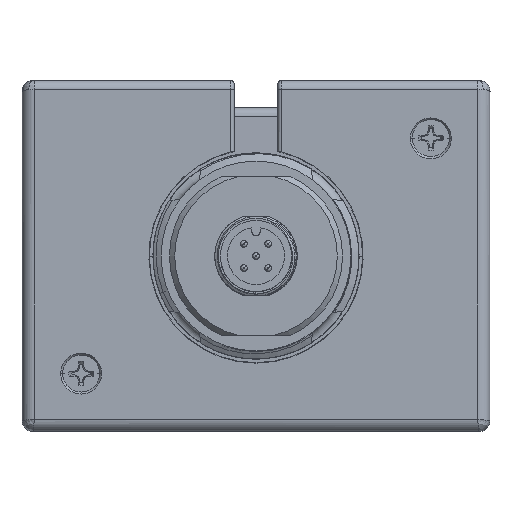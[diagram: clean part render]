
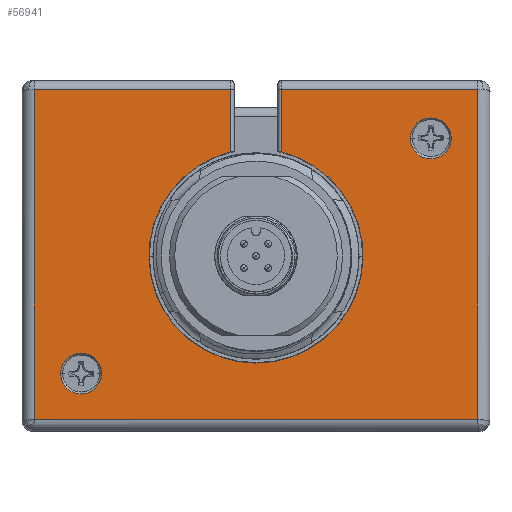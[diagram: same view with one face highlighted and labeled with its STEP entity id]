
A CAD part, front view. The second image highlights one B-rep face of the part: STEP entity #56941.
In plain terms, the highlighted planar face has unit normal (0, -1, 0).
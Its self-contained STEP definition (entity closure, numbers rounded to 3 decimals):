
#50106=CARTESIAN_POINT('',(25.4,0.,17.09));
#50107=DIRECTION('',(0.,1.,0.));
#50108=DIRECTION('',(-1.,0.,0.));
#50109=AXIS2_PLACEMENT_3D('',#50106,#50107,#50108);
#50111=CARTESIAN_POINT('',(25.4,0.,17.09));
#50112=DIRECTION('',(0.,1.,0.));
#50113=DIRECTION('',(1.,0.,0.));
#50114=AXIS2_PLACEMENT_3D('',#50111,#50112,#50113);
#50116=CARTESIAN_POINT('',(-25.4,0.,-17.09));
#50117=DIRECTION('',(0.,1.,0.));
#50118=DIRECTION('',(-1.,0.,0.));
#50119=AXIS2_PLACEMENT_3D('',#50116,#50117,#50118);
#50121=CARTESIAN_POINT('',(-25.4,0.,-17.09));
#50122=DIRECTION('',(0.,1.,0.));
#50123=DIRECTION('',(1.,0.,0.));
#50124=AXIS2_PLACEMENT_3D('',#50121,#50122,#50123);
#50126=DIRECTION('',(1.,0.,0.));
#50127=VECTOR('',#50126,28.525);
#50128=CARTESIAN_POINT('',(3.675,0.,24.15));
#50129=LINE('',#50128,#50127);
#50130=DIRECTION('',(0.,0.,-1.));
#50131=VECTOR('',#50130,47.85);
#50132=CARTESIAN_POINT('',(32.2,0.,24.15));
#50133=LINE('',#50132,#50131);
#50134=DIRECTION('',(-1.,0.,0.));
#50135=VECTOR('',#50134,64.4);
#50136=CARTESIAN_POINT('',(32.2,0.,-23.7));
#50137=LINE('',#50136,#50135);
#50138=DIRECTION('',(0.,0.,-1.));
#50139=VECTOR('',#50138,47.85);
#50140=CARTESIAN_POINT('',(-32.2,0.,24.15));
#50141=LINE('',#50140,#50139);
#50142=DIRECTION('',(1.,0.,0.));
#50143=VECTOR('',#50142,28.525);
#50144=CARTESIAN_POINT('',(-32.2,0.,24.15));
#50145=LINE('',#50144,#50143);
#50146=DIRECTION('',(0.,0.,1.));
#50147=VECTOR('',#50146,9.027);
#50148=CARTESIAN_POINT('',(-3.675,0.,15.123));
#50149=LINE('',#50148,#50147);
#50150=CARTESIAN_POINT('',(0.,0.,0.));
#50151=DIRECTION('',(0.,1.,0.));
#50152=DIRECTION('',(0.236,0.,0.972));
#50153=AXIS2_PLACEMENT_3D('',#50150,#50151,#50152);
#50155=DIRECTION('',(0.,0.,-1.));
#50156=VECTOR('',#50155,9.027);
#50157=CARTESIAN_POINT('',(3.675,0.,24.15));
#50158=LINE('',#50157,#50156);
#51311=CARTESIAN_POINT('',(-3.675,0.,15.123));
#51318=CARTESIAN_POINT('',(3.675,0.,15.123));
#55710=CARTESIAN_POINT('',(32.2,0.,-23.7));
#55711=CARTESIAN_POINT('',(-32.2,0.,-23.7));
#55712=VERTEX_POINT('',#55710);
#55713=VERTEX_POINT('',#55711);
#55723=VERTEX_POINT('',#51311);
#55728=VERTEX_POINT('',#51318);
#55739=CARTESIAN_POINT('',(32.2,0.,24.15));
#55740=VERTEX_POINT('',#55739);
#55743=CARTESIAN_POINT('',(3.675,0.,24.15));
#55744=VERTEX_POINT('',#55743);
#55749=CARTESIAN_POINT('',(-32.2,0.,24.15));
#55750=CARTESIAN_POINT('',(-3.675,0.,24.15));
#55751=VERTEX_POINT('',#55749);
#55752=VERTEX_POINT('',#55750);
#56844=CARTESIAN_POINT('',(22.425,0.,17.09));
#56845=CARTESIAN_POINT('',(28.375,0.,17.09));
#56846=VERTEX_POINT('',#56844);
#56847=VERTEX_POINT('',#56845);
#56848=CARTESIAN_POINT('',(-28.375,0.,-17.09));
#56849=CARTESIAN_POINT('',(-22.425,0.,-17.09));
#56850=VERTEX_POINT('',#56848);
#56851=VERTEX_POINT('',#56849);
#56907=CARTESIAN_POINT('',(-34.,0.,-25.5));
#56908=DIRECTION('',(0.,-1.,0.));
#56909=DIRECTION('',(1.,0.,0.));
#56910=AXIS2_PLACEMENT_3D('',#56907,#56908,#56909);
#56911=PLANE('',#56910);
#56913=ORIENTED_EDGE('',*,*,#56912,.T.);
#56915=ORIENTED_EDGE('',*,*,#56914,.T.);
#56916=ORIENTED_EDGE('',*,*,#56897,.T.);
#56918=ORIENTED_EDGE('',*,*,#56917,.F.);
#56920=ORIENTED_EDGE('',*,*,#56919,.T.);
#56922=ORIENTED_EDGE('',*,*,#56921,.F.);
#56924=ORIENTED_EDGE('',*,*,#56923,.F.);
#56926=ORIENTED_EDGE('',*,*,#56925,.F.);
#56927=EDGE_LOOP('',(#56913,#56915,#56916,#56918,#56920,#56922,#56924,#56926));
#56928=FACE_OUTER_BOUND('',#56927,.F.);
#56930=ORIENTED_EDGE('',*,*,#56929,.F.);
#56932=ORIENTED_EDGE('',*,*,#56931,.F.);
#56933=EDGE_LOOP('',(#56930,#56932));
#56934=FACE_BOUND('',#56933,.F.);
#56936=ORIENTED_EDGE('',*,*,#56935,.F.);
#56938=ORIENTED_EDGE('',*,*,#56937,.F.);
#56939=EDGE_LOOP('',(#56936,#56938));
#56940=FACE_BOUND('',#56939,.F.);
#56941=ADVANCED_FACE('',(#56928,#56934,#56940),#56911,.T.);
#50110=CIRCLE('',#50109,2.975);
#50115=CIRCLE('',#50114,2.975);
#50120=CIRCLE('',#50119,2.975);
#50125=CIRCLE('',#50124,2.975);
#50154=CIRCLE('',#50153,15.563);
#56897=EDGE_CURVE('',#55712,#55713,#50137,.T.);
#56912=EDGE_CURVE('',#55744,#55740,#50129,.T.);
#56914=EDGE_CURVE('',#55740,#55712,#50133,.T.);
#56917=EDGE_CURVE('',#55751,#55713,#50141,.T.);
#56919=EDGE_CURVE('',#55751,#55752,#50145,.T.);
#56921=EDGE_CURVE('',#55723,#55752,#50149,.T.);
#56923=EDGE_CURVE('',#55728,#55723,#50154,.T.);
#56925=EDGE_CURVE('',#55744,#55728,#50158,.T.);
#56929=EDGE_CURVE('',#56850,#56851,#50120,.T.);
#56931=EDGE_CURVE('',#56851,#56850,#50125,.T.);
#56935=EDGE_CURVE('',#56846,#56847,#50110,.T.);
#56937=EDGE_CURVE('',#56847,#56846,#50115,.T.);
